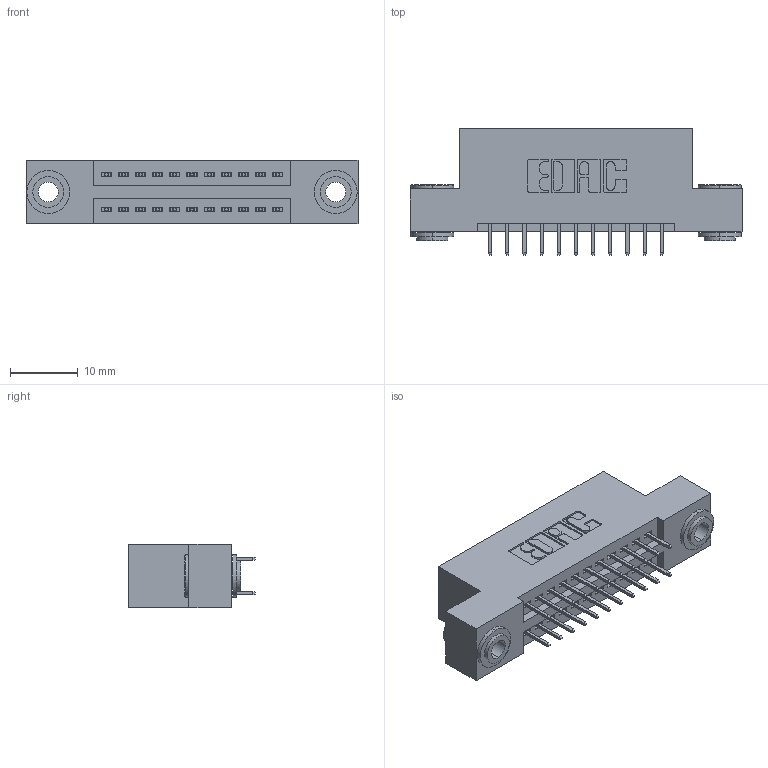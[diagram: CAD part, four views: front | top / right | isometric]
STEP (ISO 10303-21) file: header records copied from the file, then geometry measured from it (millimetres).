
FILE_DESCRIPTION (( 'STEP AP203' ), '1' );
FILE_NAME ('895-022-525-203.STEP', '2020-09-25T10:03:37', ( '' ), ( '' ), 'SwSTEP 2.0', 'SolidWorks 2020', '' );
FILE_SCHEMA (( 'CONFIG_CONTROL_DESIGN' ));
Length unit declared in the file: inch
Products named in the file (4): 895-022-525-203; 845 Part_Flush Mounting Lugs - 0.156 Dia-TH; 345-292-001_345-293-125; 345-250-002_345-250-002-102
Assembly tree (25 placements, depth 2):
  895-022-525-203
    845 Part_Flush Mounting Lugs - 0.156 Dia-TH
    345-292-001_345-293-125  x22
    345-250-002_345-250-002-102  x2
Bounding box: 49.15 x 18.72 x 9.4 mm (x, y, z)
Volume: 4469.8 mm3; surface area: 6102.5 mm2
Topology: 25 solids, 25 shells, 1352 faces, 3783 edges, 2430 vertices
Faces by surface type: plane 948, cylinder 396, cone 8
Entity records: 13528 total; most frequent: CARTESIAN_POINT 2271, ORIENTED_EDGE 2198, DIRECTION 2073, EDGE_CURVE 1099, LINE 903, VECTOR 903, VERTEX_POINT 726, AXIS2_PLACEMENT_3D 585
